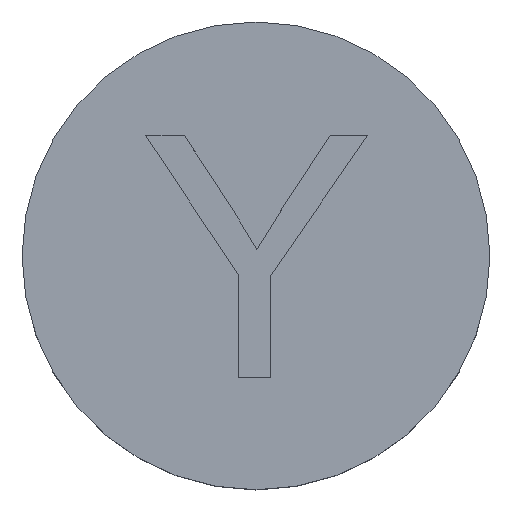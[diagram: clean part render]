
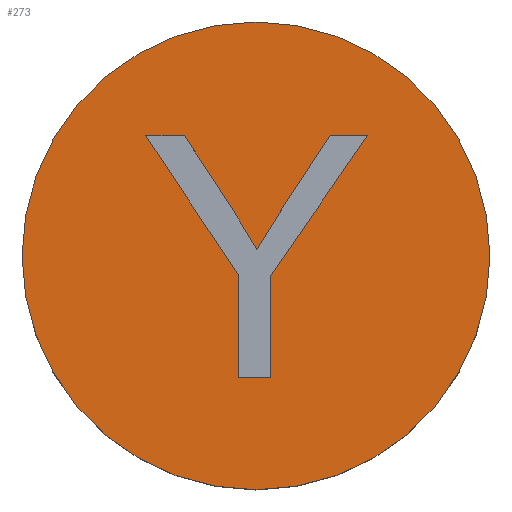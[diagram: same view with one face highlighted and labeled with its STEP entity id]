
A CAD part, top view. The second image highlights one B-rep face of the part: STEP entity #273.
In plain terms, the highlighted planar face has unit normal (0, 0, 1).
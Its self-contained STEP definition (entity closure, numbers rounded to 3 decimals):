
#15=FACE_BOUND('',#54,.T.);
#16=CIRCLE('',#300,5.8);
#19=B_SPLINE_CURVE_WITH_KNOTS('',3,(#405,#406,#407,#408,#409),
 .UNSPECIFIED.,.F.,.F.,(4,1,4),(0.,0.058,0.125),
 .UNSPECIFIED.);
#21=B_SPLINE_CURVE_WITH_KNOTS('',3,(#428,#429,#430,#431,#432),
 .UNSPECIFIED.,.F.,.F.,(4,1,4),(0.,0.06,0.118),
 .UNSPECIFIED.);
#38=FACE_OUTER_BOUND('',#53,.T.);
#53=EDGE_LOOP('',(#235));
#54=EDGE_LOOP('',(#236,#237,#238,#239,#240,#241,#242,#243,#244,#245,#246));
#56=LINE('',#370,#86);
#60=LINE('',#378,#90);
#63=LINE('',#384,#93);
#66=LINE('',#390,#96);
#71=LINE('',#442,#101);
#74=LINE('',#448,#104);
#77=LINE('',#454,#107);
#80=LINE('',#460,#110);
#83=LINE('',#465,#113);
#86=VECTOR('',#308,10.);
#90=VECTOR('',#314,10.);
#93=VECTOR('',#319,10.);
#96=VECTOR('',#324,10.);
#101=VECTOR('',#331,10.);
#104=VECTOR('',#336,10.);
#107=VECTOR('',#341,10.);
#110=VECTOR('',#346,10.);
#113=VECTOR('',#351,10.);
#116=VERTEX_POINT('',#368);
#117=VERTEX_POINT('',#369);
#120=VERTEX_POINT('',#377);
#122=VERTEX_POINT('',#383);
#124=VERTEX_POINT('',#389);
#126=VERTEX_POINT('',#404);
#128=VERTEX_POINT('',#427);
#130=VERTEX_POINT('',#441);
#132=VERTEX_POINT('',#447);
#134=VERTEX_POINT('',#453);
#136=VERTEX_POINT('',#459);
#138=VERTEX_POINT('',#469);
#140=EDGE_CURVE('',#116,#117,#56,.T.);
#144=EDGE_CURVE('',#120,#116,#60,.T.);
#147=EDGE_CURVE('',#122,#120,#63,.T.);
#150=EDGE_CURVE('',#124,#122,#66,.T.);
#153=EDGE_CURVE('',#126,#124,#19,.T.);
#156=EDGE_CURVE('',#128,#126,#21,.T.);
#159=EDGE_CURVE('',#130,#128,#71,.T.);
#162=EDGE_CURVE('',#132,#130,#74,.T.);
#165=EDGE_CURVE('',#134,#132,#77,.T.);
#168=EDGE_CURVE('',#136,#134,#80,.T.);
#171=EDGE_CURVE('',#117,#136,#83,.T.);
#173=EDGE_CURVE('',#138,#138,#16,.T.);
#235=ORIENTED_EDGE('',*,*,#173,.T.);
#236=ORIENTED_EDGE('',*,*,#140,.T.);
#237=ORIENTED_EDGE('',*,*,#171,.T.);
#238=ORIENTED_EDGE('',*,*,#168,.T.);
#239=ORIENTED_EDGE('',*,*,#165,.T.);
#240=ORIENTED_EDGE('',*,*,#162,.T.);
#241=ORIENTED_EDGE('',*,*,#159,.T.);
#242=ORIENTED_EDGE('',*,*,#156,.T.);
#243=ORIENTED_EDGE('',*,*,#153,.T.);
#244=ORIENTED_EDGE('',*,*,#150,.T.);
#245=ORIENTED_EDGE('',*,*,#147,.T.);
#246=ORIENTED_EDGE('',*,*,#144,.T.);
#258=PLANE('',#302);
#273=ADVANCED_FACE('',(#38,#15),#258,.T.);
#300=AXIS2_PLACEMENT_3D('',#470,#357,#358);
#302=AXIS2_PLACEMENT_3D('',#474,#362,#363);
#308=DIRECTION('',(0.,-1.,0.));
#314=DIRECTION('',(-0.569,-0.822,0.));
#319=DIRECTION('',(1.,0.,0.));
#324=DIRECTION('',(0.55,0.835,0.));
#331=DIRECTION('',(0.547,-0.837,0.));
#336=DIRECTION('',(1.,0.,0.));
#341=DIRECTION('',(-0.556,0.831,0.));
#346=DIRECTION('',(0.,1.,0.));
#351=DIRECTION('',(-1.,0.,0.));
#357=DIRECTION('center_axis',(0.,0.,1.));
#358=DIRECTION('ref_axis',(-1.,0.,0.));
#362=DIRECTION('center_axis',(0.,0.,1.));
#363=DIRECTION('ref_axis',(-1.,0.,0.));
#368=CARTESIAN_POINT('',(186.269,84.52,10.5));
#369=CARTESIAN_POINT('',(186.269,81.979,10.5));
#370=CARTESIAN_POINT('',(186.269,84.76,10.5));
#377=CARTESIAN_POINT('',(188.663,87.979,10.5));
#378=CARTESIAN_POINT('',(187.519,86.325,10.5));
#383=CARTESIAN_POINT('',(187.738,87.979,10.5));
#384=CARTESIAN_POINT('',(186.819,87.979,10.5));
#389=CARTESIAN_POINT('',(186.576,86.215,10.5));
#390=CARTESIAN_POINT('',(186.195,85.636,10.5));
#404=CARTESIAN_POINT('',(185.921,85.155,10.5));
#405=CARTESIAN_POINT('Ctrl Pts',(185.921,85.155,10.5));
#406=CARTESIAN_POINT('Ctrl Pts',(186.02,85.322,10.5));
#407=CARTESIAN_POINT('Ctrl Pts',(186.23,85.68,10.5));
#408=CARTESIAN_POINT('Ctrl Pts',(186.456,86.029,10.5));
#409=CARTESIAN_POINT('Ctrl Pts',(186.576,86.215,10.5));
#427=CARTESIAN_POINT('',(185.311,86.17,10.5));
#428=CARTESIAN_POINT('Ctrl Pts',(185.311,86.17,10.5));
#429=CARTESIAN_POINT('Ctrl Pts',(185.418,86.001,10.5));
#430=CARTESIAN_POINT('Ctrl Pts',(185.629,85.668,10.5));
#431=CARTESIAN_POINT('Ctrl Pts',(185.824,85.324,10.5));
#432=CARTESIAN_POINT('Ctrl Pts',(185.921,85.155,10.5));
#441=CARTESIAN_POINT('',(184.128,87.979,10.5));
#442=CARTESIAN_POINT('',(185.076,86.53,10.5));
#447=CARTESIAN_POINT('',(183.162,87.979,10.5));
#448=CARTESIAN_POINT('',(184.531,87.979,10.5));
#453=CARTESIAN_POINT('',(185.475,84.52,10.5));
#454=CARTESIAN_POINT('',(185.43,84.588,10.5));
#459=CARTESIAN_POINT('',(185.475,81.979,10.5));
#460=CARTESIAN_POINT('',(185.475,83.489,10.5));
#465=CARTESIAN_POINT('',(186.084,81.979,10.5));
#469=CARTESIAN_POINT('',(191.7,85.,10.5));
#470=CARTESIAN_POINT('Origin',(185.9,85.,10.5));
#474=CARTESIAN_POINT('Origin',(185.9,85.,10.5));
